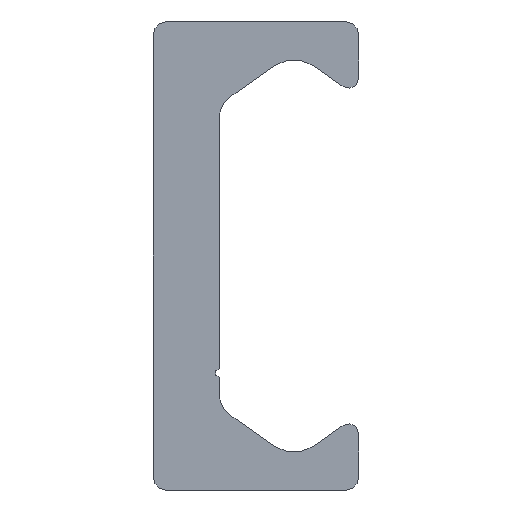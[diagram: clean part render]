
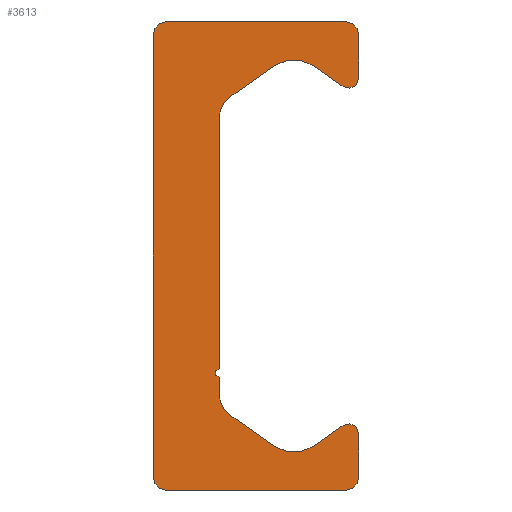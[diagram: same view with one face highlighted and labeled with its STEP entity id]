
A CAD part, left-side view. The second image highlights one B-rep face of the part: STEP entity #3613.
In plain terms, the highlighted planar face has unit normal (-1, 0, 0).
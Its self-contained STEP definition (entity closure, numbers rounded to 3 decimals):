
#2668=CARTESIAN_POINT('',(0.0,5.4,-14.));
#2669=VERTEX_POINT('',#2668);
#2676=CARTESIAN_POINT('',(0.0,6.15,-13.25));
#2677=VERTEX_POINT('',#2676);
#2678=CARTESIAN_POINT('',(0.0,5.4,-13.25));
#2679=DIRECTION('',(1.0,0.0,0.0));
#2680=DIRECTION('',(0.0,0.0,-1.0));
#2681=AXIS2_PLACEMENT_3D('',#2678,#2679,#2680);
#2682=CIRCLE('',#2681,0.75);
#2683=EDGE_CURVE('',#2669,#2677,#2682,.T.);
#2707=CARTESIAN_POINT('',(0.0,-5.4,-14.));
#2708=VERTEX_POINT('',#2707);
#2715=CARTESIAN_POINT('',(0.0,-5.4,-14.));
#2716=DIRECTION('',(0.0,1.0,0.0));
#2717=VECTOR('',#2716,10.8);
#2718=LINE('',#2715,#2717);
#2719=EDGE_CURVE('',#2708,#2669,#2718,.T.);
#2739=CARTESIAN_POINT('',(0.0,-6.15,-13.25));
#2740=VERTEX_POINT('',#2739);
#2747=CARTESIAN_POINT('',(0.0,-5.4,-13.25));
#2748=DIRECTION('',(1.0,0.0,0.0));
#2749=DIRECTION('',(0.0,-1.0,0.0));
#2750=AXIS2_PLACEMENT_3D('',#2747,#2748,#2749);
#2751=CIRCLE('',#2750,0.75);
#2752=EDGE_CURVE('',#2740,#2708,#2751,.T.);
#2771=CARTESIAN_POINT('',(0.0,-6.15,-10.63));
#2772=VERTEX_POINT('',#2771);
#2779=CARTESIAN_POINT('',(0.0,-6.15,-10.63));
#2780=DIRECTION('',(0.0,0.0,-1.0));
#2781=VECTOR('',#2780,2.62);
#2782=LINE('',#2779,#2781);
#2783=EDGE_CURVE('',#2772,#2740,#2782,.T.);
#2803=CARTESIAN_POINT('',(0.0,-5.206,-10.139));
#2804=VERTEX_POINT('',#2803);
#2811=CARTESIAN_POINT('',(0.0,-5.55,-10.63));
#2812=DIRECTION('',(1.0,0.0,0.0));
#2813=DIRECTION('',(0.0,0.574,0.819));
#2814=AXIS2_PLACEMENT_3D('',#2811,#2812,#2813);
#2815=CIRCLE('',#2814,0.6);
#2816=EDGE_CURVE('',#2804,#2772,#2815,.T.);
#2835=CARTESIAN_POINT('',(0.0,-3.417,-11.391));
#2836=VERTEX_POINT('',#2835);
#2843=CARTESIAN_POINT('',(0.0,-3.417,-11.391));
#2844=DIRECTION('',(0.0,-0.819,0.574));
#2845=VECTOR('',#2844,2.184);
#2846=LINE('',#2843,#2845);
#2847=EDGE_CURVE('',#2836,#2804,#2846,.T.);
#2867=CARTESIAN_POINT('',(0.0,-1.123,-11.391));
#2868=VERTEX_POINT('',#2867);
#2875=CARTESIAN_POINT('',(0.0,-2.27,-9.753));
#2876=DIRECTION('',(-1.0,0.0,0.0));
#2877=DIRECTION('',(0.0,0.574,0.819));
#2878=AXIS2_PLACEMENT_3D('',#2875,#2876,#2877);
#2879=CIRCLE('',#2878,2.0);
#2880=EDGE_CURVE('',#2868,#2836,#2879,.T.);
#2899=CARTESIAN_POINT('',(0.0,1.56,-9.512));
#2900=VERTEX_POINT('',#2899);
#2907=CARTESIAN_POINT('',(0.0,1.56,-9.512));
#2908=DIRECTION('',(0.0,-0.819,-0.574));
#2909=VECTOR('',#2908,3.276);
#2910=LINE('',#2907,#2909);
#2911=EDGE_CURVE('',#2900,#2868,#2910,.T.);
#2931=CARTESIAN_POINT('',(0.0,2.2,-8.283));
#2932=VERTEX_POINT('',#2931);
#2939=CARTESIAN_POINT('',(0.0,0.7,-8.283));
#2940=DIRECTION('',(-1.0,0.0,0.0));
#2941=DIRECTION('',(0.0,-0.574,0.819));
#2942=AXIS2_PLACEMENT_3D('',#2939,#2940,#2941);
#2943=CIRCLE('',#2942,1.5);
#2944=EDGE_CURVE('',#2932,#2900,#2943,.T.);
#2963=CARTESIAN_POINT('',(0.0,2.2,-7.25));
#2964=VERTEX_POINT('',#2963);
#2971=CARTESIAN_POINT('',(0.0,2.2,-7.25));
#2972=DIRECTION('',(0.0,0.0,-1.0));
#2973=VECTOR('',#2972,1.033);
#2974=LINE('',#2971,#2973);
#2975=EDGE_CURVE('',#2964,#2932,#2974,.T.);
#2995=CARTESIAN_POINT('',(0.0,2.2,-6.75));
#2996=VERTEX_POINT('',#2995);
#3003=CARTESIAN_POINT('',(0.0,2.2,-7.));
#3004=DIRECTION('',(-1.0,0.0,0.0));
#3005=DIRECTION('',(0.0,0.0,1.0));
#3006=AXIS2_PLACEMENT_3D('',#3003,#3004,#3005);
#3007=CIRCLE('',#3006,0.25);
#3008=EDGE_CURVE('',#2996,#2964,#3007,.T.);
#3027=CARTESIAN_POINT('',(0.0,2.2,8.283));
#3028=VERTEX_POINT('',#3027);
#3035=CARTESIAN_POINT('',(0.0,2.2,8.283));
#3036=DIRECTION('',(0.0,0.0,-1.0));
#3037=VECTOR('',#3036,15.033);
#3038=LINE('',#3035,#3037);
#3039=EDGE_CURVE('',#3028,#2996,#3038,.T.);
#3173=CARTESIAN_POINT('',(0.0,1.56,9.512));
#3174=VERTEX_POINT('',#3173);
#3181=CARTESIAN_POINT('',(0.0,0.7,8.283));
#3182=DIRECTION('',(-1.0,0.0,0.0));
#3183=DIRECTION('',(0.0,-1.0,0.0));
#3184=AXIS2_PLACEMENT_3D('',#3181,#3182,#3183);
#3185=CIRCLE('',#3184,1.5);
#3186=EDGE_CURVE('',#3174,#3028,#3185,.T.);
#3205=CARTESIAN_POINT('',(0.0,-1.123,11.391));
#3206=VERTEX_POINT('',#3205);
#3213=CARTESIAN_POINT('',(0.0,-1.123,11.391));
#3214=DIRECTION('',(0.0,0.819,-0.574));
#3215=VECTOR('',#3214,3.276);
#3216=LINE('',#3213,#3215);
#3217=EDGE_CURVE('',#3206,#3174,#3216,.T.);
#3237=CARTESIAN_POINT('',(0.0,-3.417,11.391));
#3238=VERTEX_POINT('',#3237);
#3245=CARTESIAN_POINT('',(0.0,-2.27,9.753));
#3246=DIRECTION('',(-1.0,0.0,0.0));
#3247=DIRECTION('',(0.0,-0.574,-0.819));
#3248=AXIS2_PLACEMENT_3D('',#3245,#3246,#3247);
#3249=CIRCLE('',#3248,2.0);
#3250=EDGE_CURVE('',#3238,#3206,#3249,.T.);
#3269=CARTESIAN_POINT('',(0.0,-5.206,10.139));
#3270=VERTEX_POINT('',#3269);
#3277=CARTESIAN_POINT('',(0.0,-5.206,10.139));
#3278=DIRECTION('',(0.0,0.819,0.574));
#3279=VECTOR('',#3278,2.184);
#3280=LINE('',#3277,#3279);
#3281=EDGE_CURVE('',#3270,#3238,#3280,.T.);
#3301=CARTESIAN_POINT('',(0.0,-6.15,10.63));
#3302=VERTEX_POINT('',#3301);
#3309=CARTESIAN_POINT('',(0.0,-5.55,10.63));
#3310=DIRECTION('',(1.0,0.0,0.0));
#3311=DIRECTION('',(0.0,-1.0,0.0));
#3312=AXIS2_PLACEMENT_3D('',#3309,#3310,#3311);
#3313=CIRCLE('',#3312,0.6);
#3314=EDGE_CURVE('',#3302,#3270,#3313,.T.);
#3333=CARTESIAN_POINT('',(0.0,-6.15,13.25));
#3334=VERTEX_POINT('',#3333);
#3341=CARTESIAN_POINT('',(0.0,-6.15,13.25));
#3342=DIRECTION('',(0.0,0.0,-1.0));
#3343=VECTOR('',#3342,2.62);
#3344=LINE('',#3341,#3343);
#3345=EDGE_CURVE('',#3334,#3302,#3344,.T.);
#3365=CARTESIAN_POINT('',(0.0,-5.4,14.));
#3366=VERTEX_POINT('',#3365);
#3373=CARTESIAN_POINT('',(0.0,-5.4,13.25));
#3374=DIRECTION('',(1.0,0.0,0.0));
#3375=DIRECTION('',(0.0,0.0,1.0));
#3376=AXIS2_PLACEMENT_3D('',#3373,#3374,#3375);
#3377=CIRCLE('',#3376,0.75);
#3378=EDGE_CURVE('',#3366,#3334,#3377,.T.);
#3397=CARTESIAN_POINT('',(0.0,5.4,14.));
#3398=VERTEX_POINT('',#3397);
#3405=CARTESIAN_POINT('',(0.0,5.4,14.));
#3406=DIRECTION('',(0.0,-1.0,0.0));
#3407=VECTOR('',#3406,10.8);
#3408=LINE('',#3405,#3407);
#3409=EDGE_CURVE('',#3398,#3366,#3408,.T.);
#3429=CARTESIAN_POINT('',(0.0,6.15,13.25));
#3430=VERTEX_POINT('',#3429);
#3437=CARTESIAN_POINT('',(0.0,5.4,13.25));
#3438=DIRECTION('',(1.0,0.0,0.0));
#3439=DIRECTION('',(0.0,1.0,0.0));
#3440=AXIS2_PLACEMENT_3D('',#3437,#3438,#3439);
#3441=CIRCLE('',#3440,0.75);
#3442=EDGE_CURVE('',#3430,#3398,#3441,.T.);
#3460=CARTESIAN_POINT('',(0.0,6.15,-13.25));
#3461=DIRECTION('',(0.0,0.0,1.0));
#3462=VECTOR('',#3461,26.5);
#3463=LINE('',#3460,#3462);
#3464=EDGE_CURVE('',#2677,#3430,#3463,.T.);
#3584=CARTESIAN_POINT('',(0.0,1.352,-0.021));
#3585=DIRECTION('',(1.0,0.0,0.0));
#3586=DIRECTION('',(0.0,0.0,-1.0));
#3587=AXIS2_PLACEMENT_3D('',#3584,#3585,#3586);
#3588=PLANE('',#3587);
#3589=ORIENTED_EDGE('',*,*,#3464,.F.);
#3590=ORIENTED_EDGE('',*,*,#2683,.F.);
#3591=ORIENTED_EDGE('',*,*,#2719,.F.);
#3592=ORIENTED_EDGE('',*,*,#2752,.F.);
#3593=ORIENTED_EDGE('',*,*,#2783,.F.);
#3594=ORIENTED_EDGE('',*,*,#2816,.F.);
#3595=ORIENTED_EDGE('',*,*,#2847,.F.);
#3596=ORIENTED_EDGE('',*,*,#2880,.F.);
#3597=ORIENTED_EDGE('',*,*,#2911,.F.);
#3598=ORIENTED_EDGE('',*,*,#2944,.F.);
#3599=ORIENTED_EDGE('',*,*,#2975,.F.);
#3600=ORIENTED_EDGE('',*,*,#3008,.F.);
#3601=ORIENTED_EDGE('',*,*,#3039,.F.);
#3602=ORIENTED_EDGE('',*,*,#3186,.F.);
#3603=ORIENTED_EDGE('',*,*,#3217,.F.);
#3604=ORIENTED_EDGE('',*,*,#3250,.F.);
#3605=ORIENTED_EDGE('',*,*,#3281,.F.);
#3606=ORIENTED_EDGE('',*,*,#3314,.F.);
#3607=ORIENTED_EDGE('',*,*,#3345,.F.);
#3608=ORIENTED_EDGE('',*,*,#3378,.F.);
#3609=ORIENTED_EDGE('',*,*,#3409,.F.);
#3610=ORIENTED_EDGE('',*,*,#3442,.F.);
#3611=EDGE_LOOP('',(#3589,#3590,#3591,#3592,#3593,#3594,#3595,#3596,#3597,#3598,#3599,#3600,#3601,#3602,#3603,#3604,#3605,#3606,#3607,#3608,#3609,#3610));
#3612=FACE_OUTER_BOUND('',#3611,.T.);
#3613=ADVANCED_FACE('',(#3612),#3588,.F.);
